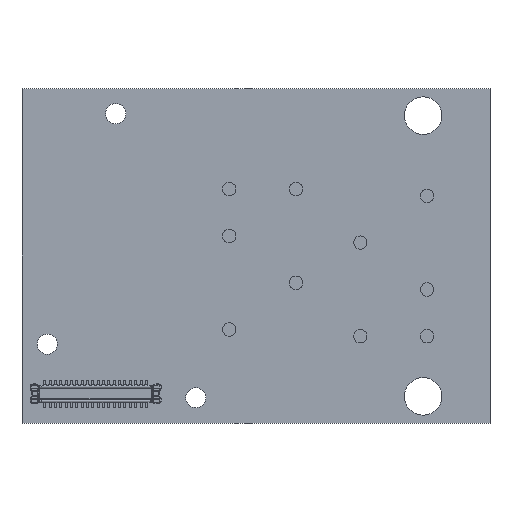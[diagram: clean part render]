
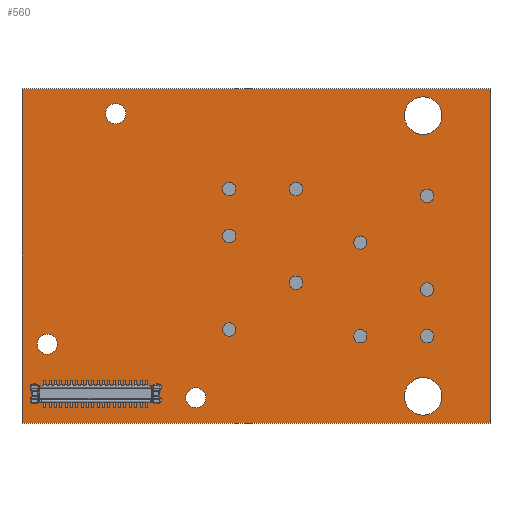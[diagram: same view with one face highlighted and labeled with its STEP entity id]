
A CAD part, front view. The second image highlights one B-rep face of the part: STEP entity #560.
In plain terms, the highlighted planar face has unit normal (0, -1, 0).
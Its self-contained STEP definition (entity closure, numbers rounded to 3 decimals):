
#25=DIRECTION('',(1.,0.,0.));
#26=VECTOR('',#25,35.);
#27=CARTESIAN_POINT('',(0.,0.,0.));
#28=LINE('',#27,#26);
#32=DIRECTION('',(0.,0.,-1.));
#33=VECTOR('',#32,25.);
#34=CARTESIAN_POINT('',(35.,0.,0.));
#35=LINE('',#34,#33);
#39=DIRECTION('',(-1.,0.,0.));
#40=VECTOR('',#39,35.);
#41=CARTESIAN_POINT('',(35.,0.,-25.));
#42=LINE('',#41,#40);
#46=DIRECTION('',(0.,0.,1.));
#47=VECTOR('',#46,25.);
#48=CARTESIAN_POINT('',(0.,0.,-25.));
#49=LINE('',#48,#47);
#53=CARTESIAN_POINT('',(1.9,0.,-19.1));
#54=DIRECTION('',(0.,1.,0.));
#55=DIRECTION('',(1.,0.,0.));
#56=AXIS2_PLACEMENT_3D('',#53,#54,#55);
#61=CARTESIAN_POINT('',(1.9,0.,-19.1));
#62=DIRECTION('',(0.,1.,0.));
#63=DIRECTION('',(-1.,0.,0.));
#64=AXIS2_PLACEMENT_3D('',#61,#62,#63);
#69=CARTESIAN_POINT('',(13.,0.,-23.1));
#70=DIRECTION('',(0.,1.,0.));
#71=DIRECTION('',(1.,0.,0.));
#72=AXIS2_PLACEMENT_3D('',#69,#70,#71);
#77=CARTESIAN_POINT('',(13.,0.,-23.1));
#78=DIRECTION('',(0.,1.,0.));
#79=DIRECTION('',(-1.,0.,0.));
#80=AXIS2_PLACEMENT_3D('',#77,#78,#79);
#85=CARTESIAN_POINT('',(7.,0.,-1.85));
#86=DIRECTION('',(0.,1.,0.));
#87=DIRECTION('',(1.,0.,0.));
#88=AXIS2_PLACEMENT_3D('',#85,#86,#87);
#93=CARTESIAN_POINT('',(7.,0.,-1.85));
#94=DIRECTION('',(0.,1.,0.));
#95=DIRECTION('',(-1.,0.,0.));
#96=AXIS2_PLACEMENT_3D('',#93,#94,#95);
#101=CARTESIAN_POINT('',(15.5,0.,-7.5));
#102=DIRECTION('',(0.,1.,0.));
#103=DIRECTION('',(1.,0.,0.));
#104=AXIS2_PLACEMENT_3D('',#101,#102,#103);
#109=CARTESIAN_POINT('',(15.5,0.,-7.5));
#110=DIRECTION('',(0.,1.,0.));
#111=DIRECTION('',(-1.,0.,0.));
#112=AXIS2_PLACEMENT_3D('',#109,#110,#111);
#117=CARTESIAN_POINT('',(30.3,0.,-18.5));
#118=DIRECTION('',(0.,1.,0.));
#119=DIRECTION('',(1.,0.,0.));
#120=AXIS2_PLACEMENT_3D('',#117,#118,#119);
#125=CARTESIAN_POINT('',(30.3,0.,-18.5));
#126=DIRECTION('',(0.,1.,0.));
#127=DIRECTION('',(-1.,0.,0.));
#128=AXIS2_PLACEMENT_3D('',#125,#126,#127);
#133=CARTESIAN_POINT('',(30.,0.,-2.));
#134=DIRECTION('',(0.,1.,0.));
#135=DIRECTION('',(1.,0.,0.));
#136=AXIS2_PLACEMENT_3D('',#133,#134,#135);
#141=CARTESIAN_POINT('',(30.,0.,-2.));
#142=DIRECTION('',(0.,1.,0.));
#143=DIRECTION('',(-1.,0.,0.));
#144=AXIS2_PLACEMENT_3D('',#141,#142,#143);
#149=CARTESIAN_POINT('',(30.,0.,-23.));
#150=DIRECTION('',(0.,1.,0.));
#151=DIRECTION('',(1.,0.,0.));
#152=AXIS2_PLACEMENT_3D('',#149,#150,#151);
#157=CARTESIAN_POINT('',(30.,0.,-23.));
#158=DIRECTION('',(0.,1.,0.));
#159=DIRECTION('',(-1.,0.,0.));
#160=AXIS2_PLACEMENT_3D('',#157,#158,#159);
#431=CARTESIAN_POINT('',(0.,0.,0.));
#432=CARTESIAN_POINT('',(35.,0.,0.));
#433=VERTEX_POINT('',#431);
#434=VERTEX_POINT('',#432);
#435=CARTESIAN_POINT('',(35.,0.,-25.));
#436=VERTEX_POINT('',#435);
#437=CARTESIAN_POINT('',(0.,0.,-25.));
#438=VERTEX_POINT('',#437);
#447=CARTESIAN_POINT('',(2.65,0.,-19.1));
#448=CARTESIAN_POINT('',(1.15,0.,-19.1));
#449=VERTEX_POINT('',#447);
#450=VERTEX_POINT('',#448);
#455=CARTESIAN_POINT('',(13.75,0.,-23.1));
#456=CARTESIAN_POINT('',(12.25,0.,-23.1));
#457=VERTEX_POINT('',#455);
#458=VERTEX_POINT('',#456);
#463=CARTESIAN_POINT('',(7.75,0.,-1.85));
#464=CARTESIAN_POINT('',(6.25,0.,-1.85));
#465=VERTEX_POINT('',#463);
#466=VERTEX_POINT('',#464);
#471=CARTESIAN_POINT('',(16.,0.,-7.5));
#472=CARTESIAN_POINT('',(15.,0.,-7.5));
#473=VERTEX_POINT('',#471);
#474=VERTEX_POINT('',#472);
#475=CARTESIAN_POINT('',(30.8,0.,-18.5));
#476=CARTESIAN_POINT('',(29.8,0.,-18.5));
#477=VERTEX_POINT('',#475);
#478=VERTEX_POINT('',#476);
#487=CARTESIAN_POINT('',(31.4,0.,-2.));
#488=CARTESIAN_POINT('',(28.6,0.,-2.));
#489=VERTEX_POINT('',#487);
#490=VERTEX_POINT('',#488);
#491=CARTESIAN_POINT('',(31.4,0.,-23.));
#492=CARTESIAN_POINT('',(28.6,0.,-23.));
#493=VERTEX_POINT('',#491);
#494=VERTEX_POINT('',#492);
#503=CARTESIAN_POINT('',(0.,0.,0.));
#504=DIRECTION('',(0.,1.,0.));
#505=DIRECTION('',(1.,0.,0.));
#506=AXIS2_PLACEMENT_3D('',#503,#504,#505);
#507=PLANE('',#506);
#509=ORIENTED_EDGE('',*,*,#508,.T.);
#511=ORIENTED_EDGE('',*,*,#510,.T.);
#513=ORIENTED_EDGE('',*,*,#512,.T.);
#515=ORIENTED_EDGE('',*,*,#514,.T.);
#516=EDGE_LOOP('',(#509,#511,#513,#515));
#517=FACE_OUTER_BOUND('',#516,.F.);
#519=ORIENTED_EDGE('',*,*,#518,.F.);
#521=ORIENTED_EDGE('',*,*,#520,.F.);
#522=EDGE_LOOP('',(#519,#521));
#523=FACE_BOUND('',#522,.F.);
#525=ORIENTED_EDGE('',*,*,#524,.F.);
#527=ORIENTED_EDGE('',*,*,#526,.F.);
#528=EDGE_LOOP('',(#525,#527));
#529=FACE_BOUND('',#528,.F.);
#531=ORIENTED_EDGE('',*,*,#530,.F.);
#533=ORIENTED_EDGE('',*,*,#532,.F.);
#534=EDGE_LOOP('',(#531,#533));
#535=FACE_BOUND('',#534,.F.);
#537=ORIENTED_EDGE('',*,*,#536,.F.);
#539=ORIENTED_EDGE('',*,*,#538,.F.);
#540=EDGE_LOOP('',(#537,#539));
#541=FACE_BOUND('',#540,.F.);
#543=ORIENTED_EDGE('',*,*,#542,.F.);
#545=ORIENTED_EDGE('',*,*,#544,.F.);
#546=EDGE_LOOP('',(#543,#545));
#547=FACE_BOUND('',#546,.F.);
#549=ORIENTED_EDGE('',*,*,#548,.F.);
#551=ORIENTED_EDGE('',*,*,#550,.F.);
#552=EDGE_LOOP('',(#549,#551));
#553=FACE_BOUND('',#552,.F.);
#555=ORIENTED_EDGE('',*,*,#554,.F.);
#557=ORIENTED_EDGE('',*,*,#556,.F.);
#558=EDGE_LOOP('',(#555,#557));
#559=FACE_BOUND('',#558,.F.);
#57=CIRCLE('',#56,0.75);
#65=CIRCLE('',#64,0.75);
#73=CIRCLE('',#72,0.75);
#81=CIRCLE('',#80,0.75);
#89=CIRCLE('',#88,0.75);
#97=CIRCLE('',#96,0.75);
#105=CIRCLE('',#104,0.5);
#113=CIRCLE('',#112,0.5);
#121=CIRCLE('',#120,0.5);
#129=CIRCLE('',#128,0.5);
#137=CIRCLE('',#136,1.4);
#145=CIRCLE('',#144,1.4);
#153=CIRCLE('',#152,1.4);
#161=CIRCLE('',#160,1.4);
#508=EDGE_CURVE('',#433,#434,#28,.T.);
#510=EDGE_CURVE('',#434,#436,#35,.T.);
#512=EDGE_CURVE('',#436,#438,#42,.T.);
#514=EDGE_CURVE('',#438,#433,#49,.T.);
#518=EDGE_CURVE('',#449,#450,#57,.T.);
#520=EDGE_CURVE('',#450,#449,#65,.T.);
#524=EDGE_CURVE('',#457,#458,#73,.T.);
#526=EDGE_CURVE('',#458,#457,#81,.T.);
#530=EDGE_CURVE('',#465,#466,#89,.T.);
#532=EDGE_CURVE('',#466,#465,#97,.T.);
#536=EDGE_CURVE('',#473,#474,#105,.T.);
#538=EDGE_CURVE('',#474,#473,#113,.T.);
#542=EDGE_CURVE('',#477,#478,#121,.T.);
#544=EDGE_CURVE('',#478,#477,#129,.T.);
#548=EDGE_CURVE('',#489,#490,#137,.T.);
#550=EDGE_CURVE('',#490,#489,#145,.T.);
#554=EDGE_CURVE('',#493,#494,#153,.T.);
#556=EDGE_CURVE('',#494,#493,#161,.T.);
#560=ADVANCED_FACE('',(#517,#523,#529,#535,#541,#547,#553,#559),#507,.F.);
